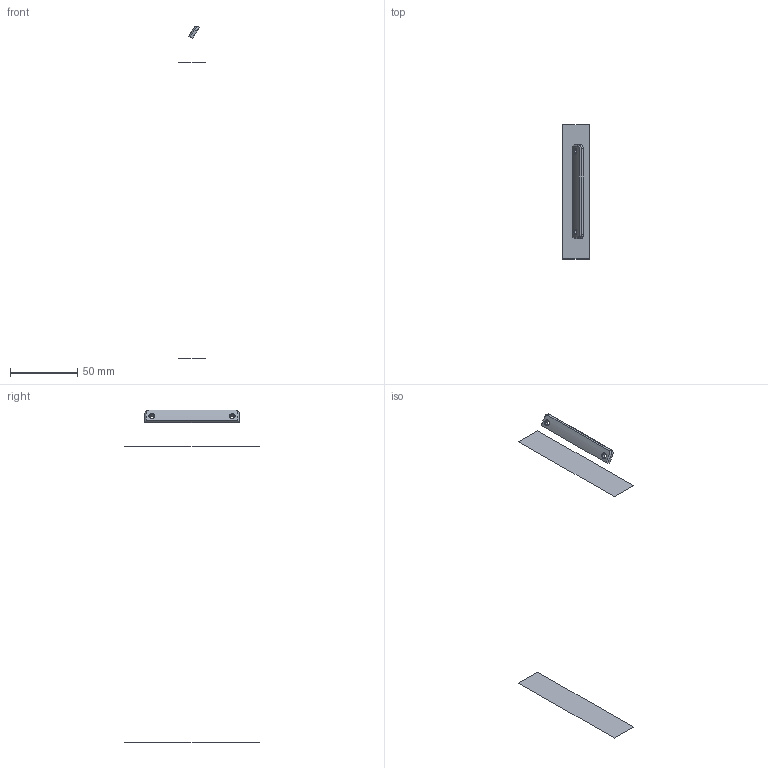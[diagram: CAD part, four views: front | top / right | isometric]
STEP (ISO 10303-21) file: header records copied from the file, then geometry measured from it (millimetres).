
FILE_DESCRIPTION((''),'2;1');
FILE_NAME('STRAP_FIXTURE_AD','2021-03-14T20:16:39',('jcha8'),(''),'CREO PARAMETRIC BY PTC INC, 2020281','CREO PARAMETRIC BY PTC INC, 2020281','');
FILE_SCHEMA(('CONFIG_CONTROL_DESIGN'));
Length unit declared in the file: millimetre
Products named in the file (1): STRAP_FIXTURE_AD
Bounding box: 20 x 100 x 247.08 mm (x, y, z)
Volume: 1962.1 mm3; surface area: 5813.3 mm2
Topology: 1 solids, 3 shells, 23 faces, 57 edges, 38 vertices
Faces by surface type: cylinder 8, plane 7, bspline 6, cone 2
Entity records: 1148 total; most frequent: CARTESIAN_POINT 599, ORIENTED_EDGE 106, DIRECTION 81, EDGE_CURVE 57, VERTEX_POINT 38, VECTOR 33, LINE 33, EDGE_LOOP 27
